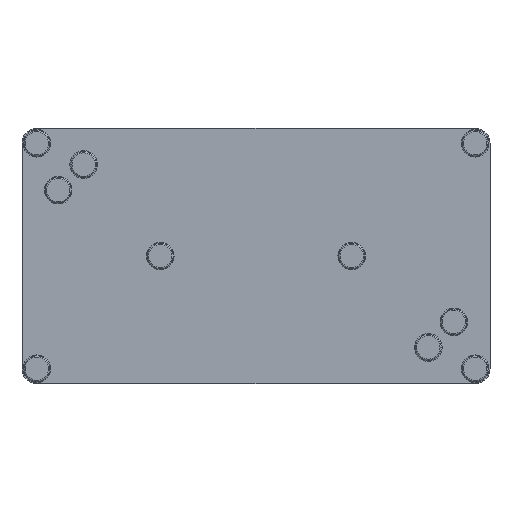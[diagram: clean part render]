
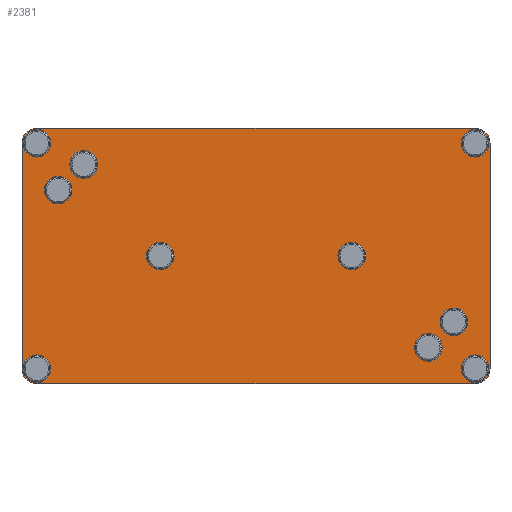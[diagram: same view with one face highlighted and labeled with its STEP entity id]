
A CAD part, front view. The second image highlights one B-rep face of the part: STEP entity #2381.
In plain terms, the highlighted planar face has unit normal (0, -1, 0).
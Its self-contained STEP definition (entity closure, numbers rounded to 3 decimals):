
#203=LINE('',#4794,#283);
#204=LINE('',#4798,#284);
#205=LINE('',#4802,#285);
#206=LINE('',#4805,#286);
#283=VECTOR('',#3192,10.);
#284=VECTOR('',#3195,10.);
#285=VECTOR('',#3198,10.);
#286=VECTOR('',#3201,10.);
#360=FACE_BOUND('',#576,.T.);
#361=FACE_BOUND('',#577,.T.);
#362=FACE_BOUND('',#578,.T.);
#363=FACE_BOUND('',#579,.T.);
#364=FACE_BOUND('',#580,.T.);
#365=FACE_BOUND('',#581,.T.);
#366=FACE_BOUND('',#582,.T.);
#367=FACE_BOUND('',#583,.T.);
#368=FACE_BOUND('',#584,.T.);
#369=FACE_BOUND('',#585,.T.);
#433=FACE_OUTER_BOUND('',#575,.T.);
#575=EDGE_LOOP('',(#1761,#1762,#1763,#1764,#1765,#1766,#1767,#1768));
#576=EDGE_LOOP('',(#1769,#1770));
#577=EDGE_LOOP('',(#1771,#1772));
#578=EDGE_LOOP('',(#1773,#1774));
#579=EDGE_LOOP('',(#1775,#1776));
#580=EDGE_LOOP('',(#1777,#1778));
#581=EDGE_LOOP('',(#1779,#1780));
#582=EDGE_LOOP('',(#1781,#1782));
#583=EDGE_LOOP('',(#1783,#1784));
#584=EDGE_LOOP('',(#1785,#1786));
#585=EDGE_LOOP('',(#1787,#1788));
#743=CIRCLE('',#2636,6.5);
#744=CIRCLE('',#2637,6.5);
#745=CIRCLE('',#2639,7.);
#746=CIRCLE('',#2640,7.);
#747=CIRCLE('',#2641,7.);
#748=CIRCLE('',#2642,7.);
#749=CIRCLE('',#2643,6.5);
#750=CIRCLE('',#2644,6.5);
#751=CIRCLE('',#2645,6.5);
#752=CIRCLE('',#2646,6.5);
#753=CIRCLE('',#2647,6.5);
#754=CIRCLE('',#2648,6.5);
#755=CIRCLE('',#2649,6.5);
#756=CIRCLE('',#2650,6.5);
#757=CIRCLE('',#2651,6.5);
#758=CIRCLE('',#2652,6.5);
#759=CIRCLE('',#2653,6.5);
#760=CIRCLE('',#2654,6.5);
#761=CIRCLE('',#2655,6.5);
#762=CIRCLE('',#2656,6.5);
#763=CIRCLE('',#2657,6.5);
#764=CIRCLE('',#2658,6.5);
#765=CIRCLE('',#2659,6.5);
#766=CIRCLE('',#2660,6.5);
#978=VERTEX_POINT('',#4784);
#979=VERTEX_POINT('',#4786);
#980=VERTEX_POINT('',#4790);
#981=VERTEX_POINT('',#4791);
#982=VERTEX_POINT('',#4793);
#983=VERTEX_POINT('',#4795);
#984=VERTEX_POINT('',#4797);
#985=VERTEX_POINT('',#4799);
#986=VERTEX_POINT('',#4801);
#987=VERTEX_POINT('',#4803);
#988=VERTEX_POINT('',#4806);
#989=VERTEX_POINT('',#4807);
#990=VERTEX_POINT('',#4810);
#991=VERTEX_POINT('',#4811);
#992=VERTEX_POINT('',#4814);
#993=VERTEX_POINT('',#4815);
#994=VERTEX_POINT('',#4818);
#995=VERTEX_POINT('',#4819);
#996=VERTEX_POINT('',#4822);
#997=VERTEX_POINT('',#4823);
#998=VERTEX_POINT('',#4826);
#999=VERTEX_POINT('',#4827);
#1000=VERTEX_POINT('',#4830);
#1001=VERTEX_POINT('',#4831);
#1002=VERTEX_POINT('',#4834);
#1003=VERTEX_POINT('',#4835);
#1004=VERTEX_POINT('',#4838);
#1005=VERTEX_POINT('',#4839);
#1262=EDGE_CURVE('',#978,#979,#743,.T.);
#1263=EDGE_CURVE('',#979,#978,#744,.T.);
#1264=EDGE_CURVE('',#980,#981,#745,.T.);
#1265=EDGE_CURVE('',#982,#980,#203,.T.);
#1266=EDGE_CURVE('',#983,#982,#746,.T.);
#1267=EDGE_CURVE('',#984,#983,#204,.T.);
#1268=EDGE_CURVE('',#985,#984,#747,.T.);
#1269=EDGE_CURVE('',#986,#985,#205,.T.);
#1270=EDGE_CURVE('',#987,#986,#748,.T.);
#1271=EDGE_CURVE('',#981,#987,#206,.T.);
#1272=EDGE_CURVE('',#988,#989,#749,.T.);
#1273=EDGE_CURVE('',#989,#988,#750,.T.);
#1274=EDGE_CURVE('',#990,#991,#751,.T.);
#1275=EDGE_CURVE('',#991,#990,#752,.T.);
#1276=EDGE_CURVE('',#992,#993,#753,.T.);
#1277=EDGE_CURVE('',#993,#992,#754,.T.);
#1278=EDGE_CURVE('',#994,#995,#755,.T.);
#1279=EDGE_CURVE('',#995,#994,#756,.T.);
#1280=EDGE_CURVE('',#996,#997,#757,.T.);
#1281=EDGE_CURVE('',#997,#996,#758,.T.);
#1282=EDGE_CURVE('',#998,#999,#759,.T.);
#1283=EDGE_CURVE('',#999,#998,#760,.T.);
#1284=EDGE_CURVE('',#1000,#1001,#761,.T.);
#1285=EDGE_CURVE('',#1001,#1000,#762,.T.);
#1286=EDGE_CURVE('',#1002,#1003,#763,.T.);
#1287=EDGE_CURVE('',#1003,#1002,#764,.T.);
#1288=EDGE_CURVE('',#1004,#1005,#765,.T.);
#1289=EDGE_CURVE('',#1005,#1004,#766,.T.);
#1761=ORIENTED_EDGE('',*,*,#1264,.F.);
#1762=ORIENTED_EDGE('',*,*,#1265,.F.);
#1763=ORIENTED_EDGE('',*,*,#1266,.F.);
#1764=ORIENTED_EDGE('',*,*,#1267,.F.);
#1765=ORIENTED_EDGE('',*,*,#1268,.F.);
#1766=ORIENTED_EDGE('',*,*,#1269,.F.);
#1767=ORIENTED_EDGE('',*,*,#1270,.F.);
#1768=ORIENTED_EDGE('',*,*,#1271,.F.);
#1769=ORIENTED_EDGE('',*,*,#1272,.F.);
#1770=ORIENTED_EDGE('',*,*,#1273,.F.);
#1771=ORIENTED_EDGE('',*,*,#1274,.F.);
#1772=ORIENTED_EDGE('',*,*,#1275,.F.);
#1773=ORIENTED_EDGE('',*,*,#1276,.F.);
#1774=ORIENTED_EDGE('',*,*,#1277,.F.);
#1775=ORIENTED_EDGE('',*,*,#1278,.F.);
#1776=ORIENTED_EDGE('',*,*,#1279,.F.);
#1777=ORIENTED_EDGE('',*,*,#1280,.F.);
#1778=ORIENTED_EDGE('',*,*,#1281,.F.);
#1779=ORIENTED_EDGE('',*,*,#1282,.F.);
#1780=ORIENTED_EDGE('',*,*,#1283,.F.);
#1781=ORIENTED_EDGE('',*,*,#1284,.F.);
#1782=ORIENTED_EDGE('',*,*,#1285,.F.);
#1783=ORIENTED_EDGE('',*,*,#1286,.F.);
#1784=ORIENTED_EDGE('',*,*,#1287,.F.);
#1785=ORIENTED_EDGE('',*,*,#1288,.F.);
#1786=ORIENTED_EDGE('',*,*,#1289,.F.);
#1787=ORIENTED_EDGE('',*,*,#1263,.F.);
#1788=ORIENTED_EDGE('',*,*,#1262,.F.);
#2165=PLANE('',#2638);
#2381=ADVANCED_FACE('',(#433,#360,#361,#362,#363,#364,#365,#366,#367,#368,
#369),#2165,.F.);
#2636=AXIS2_PLACEMENT_3D('',#4787,#3184,#3185);
#2637=AXIS2_PLACEMENT_3D('',#4788,#3186,#3187);
#2638=AXIS2_PLACEMENT_3D('',#4789,#3188,#3189);
#2639=AXIS2_PLACEMENT_3D('',#4792,#3190,#3191);
#2640=AXIS2_PLACEMENT_3D('',#4796,#3193,#3194);
#2641=AXIS2_PLACEMENT_3D('',#4800,#3196,#3197);
#2642=AXIS2_PLACEMENT_3D('',#4804,#3199,#3200);
#2643=AXIS2_PLACEMENT_3D('',#4808,#3202,#3203);
#2644=AXIS2_PLACEMENT_3D('',#4809,#3204,#3205);
#2645=AXIS2_PLACEMENT_3D('',#4812,#3206,#3207);
#2646=AXIS2_PLACEMENT_3D('',#4813,#3208,#3209);
#2647=AXIS2_PLACEMENT_3D('',#4816,#3210,#3211);
#2648=AXIS2_PLACEMENT_3D('',#4817,#3212,#3213);
#2649=AXIS2_PLACEMENT_3D('',#4820,#3214,#3215);
#2650=AXIS2_PLACEMENT_3D('',#4821,#3216,#3217);
#2651=AXIS2_PLACEMENT_3D('',#4824,#3218,#3219);
#2652=AXIS2_PLACEMENT_3D('',#4825,#3220,#3221);
#2653=AXIS2_PLACEMENT_3D('',#4828,#3222,#3223);
#2654=AXIS2_PLACEMENT_3D('',#4829,#3224,#3225);
#2655=AXIS2_PLACEMENT_3D('',#4832,#3226,#3227);
#2656=AXIS2_PLACEMENT_3D('',#4833,#3228,#3229);
#2657=AXIS2_PLACEMENT_3D('',#4836,#3230,#3231);
#2658=AXIS2_PLACEMENT_3D('',#4837,#3232,#3233);
#2659=AXIS2_PLACEMENT_3D('',#4840,#3234,#3235);
#2660=AXIS2_PLACEMENT_3D('',#4841,#3236,#3237);
#3184=DIRECTION('center_axis',(0.,-1.,0.));
#3185=DIRECTION('ref_axis',(-1.,0.,0.));
#3186=DIRECTION('center_axis',(0.,-1.,0.));
#3187=DIRECTION('ref_axis',(-1.,0.,0.));
#3188=DIRECTION('center_axis',(0.,1.,0.));
#3189=DIRECTION('ref_axis',(0.,0.,1.));
#3190=DIRECTION('center_axis',(0.,1.,0.));
#3191=DIRECTION('ref_axis',(0.707,0.,-0.707));
#3192=DIRECTION('',(0.,0.,-1.));
#3193=DIRECTION('center_axis',(0.,1.,0.));
#3194=DIRECTION('ref_axis',(0.707,0.,0.707));
#3195=DIRECTION('',(1.,0.,0.));
#3196=DIRECTION('center_axis',(0.,1.,0.));
#3197=DIRECTION('ref_axis',(-0.707,0.,0.707));
#3198=DIRECTION('',(0.,0.,1.));
#3199=DIRECTION('center_axis',(0.,1.,0.));
#3200=DIRECTION('ref_axis',(-0.707,0.,-0.707));
#3201=DIRECTION('',(-1.,0.,0.));
#3202=DIRECTION('center_axis',(0.,-1.,0.));
#3203=DIRECTION('ref_axis',(-1.,0.,0.));
#3204=DIRECTION('center_axis',(0.,-1.,0.));
#3205=DIRECTION('ref_axis',(-1.,0.,0.));
#3206=DIRECTION('center_axis',(0.,-1.,0.));
#3207=DIRECTION('ref_axis',(-1.,0.,0.));
#3208=DIRECTION('center_axis',(0.,-1.,0.));
#3209=DIRECTION('ref_axis',(-1.,0.,0.));
#3210=DIRECTION('center_axis',(0.,-1.,0.));
#3211=DIRECTION('ref_axis',(-1.,0.,0.));
#3212=DIRECTION('center_axis',(0.,-1.,0.));
#3213=DIRECTION('ref_axis',(-1.,0.,0.));
#3214=DIRECTION('center_axis',(0.,-1.,0.));
#3215=DIRECTION('ref_axis',(-1.,0.,0.));
#3216=DIRECTION('center_axis',(0.,-1.,0.));
#3217=DIRECTION('ref_axis',(-1.,0.,0.));
#3218=DIRECTION('center_axis',(0.,-1.,0.));
#3219=DIRECTION('ref_axis',(-1.,0.,0.));
#3220=DIRECTION('center_axis',(0.,-1.,0.));
#3221=DIRECTION('ref_axis',(-1.,0.,0.));
#3222=DIRECTION('center_axis',(0.,-1.,0.));
#3223=DIRECTION('ref_axis',(-1.,0.,0.));
#3224=DIRECTION('center_axis',(0.,-1.,0.));
#3225=DIRECTION('ref_axis',(-1.,0.,0.));
#3226=DIRECTION('center_axis',(0.,-1.,0.));
#3227=DIRECTION('ref_axis',(-1.,0.,0.));
#3228=DIRECTION('center_axis',(0.,-1.,0.));
#3229=DIRECTION('ref_axis',(-1.,0.,0.));
#3230=DIRECTION('center_axis',(0.,-1.,0.));
#3231=DIRECTION('ref_axis',(-1.,0.,0.));
#3232=DIRECTION('center_axis',(0.,-1.,0.));
#3233=DIRECTION('ref_axis',(-1.,0.,0.));
#3234=DIRECTION('center_axis',(0.,-1.,0.));
#3235=DIRECTION('ref_axis',(-1.,0.,0.));
#3236=DIRECTION('center_axis',(0.,-1.,0.));
#3237=DIRECTION('ref_axis',(-1.,0.,0.));
#4784=CARTESIAN_POINT('',(93.,0.,-37.5));
#4786=CARTESIAN_POINT('',(99.5,0.,-31.));
#4787=CARTESIAN_POINT('Origin',(93.,0.,-31.));
#4788=CARTESIAN_POINT('Origin',(93.,0.,-31.));
#4789=CARTESIAN_POINT('Origin',(0.,0.,0.));
#4790=CARTESIAN_POINT('',(110.,0.,-53.));
#4791=CARTESIAN_POINT('',(103.,0.,-60.));
#4792=CARTESIAN_POINT('Origin',(103.,0.,-53.));
#4793=CARTESIAN_POINT('',(110.,0.,53.));
#4794=CARTESIAN_POINT('',(110.,0.,60.));
#4795=CARTESIAN_POINT('',(103.,0.,60.));
#4796=CARTESIAN_POINT('Origin',(103.,0.,53.));
#4797=CARTESIAN_POINT('',(-103.,0.,60.));
#4798=CARTESIAN_POINT('',(-110.,0.,60.));
#4799=CARTESIAN_POINT('',(-110.,0.,53.));
#4800=CARTESIAN_POINT('Origin',(-103.,0.,53.));
#4801=CARTESIAN_POINT('',(-110.,0.,-53.));
#4802=CARTESIAN_POINT('',(-110.,0.,-60.));
#4803=CARTESIAN_POINT('',(-103.,0.,-60.));
#4804=CARTESIAN_POINT('Origin',(-103.,0.,-53.));
#4805=CARTESIAN_POINT('',(110.,0.,-60.));
#4806=CARTESIAN_POINT('',(-86.5,0.,31.));
#4807=CARTESIAN_POINT('',(-93.,0.,24.5));
#4808=CARTESIAN_POINT('Origin',(-93.,0.,31.));
#4809=CARTESIAN_POINT('Origin',(-93.,0.,31.));
#4810=CARTESIAN_POINT('',(-38.5,0.,0.));
#4811=CARTESIAN_POINT('',(-45.,0.,-6.5));
#4812=CARTESIAN_POINT('Origin',(-45.,0.,0.));
#4813=CARTESIAN_POINT('Origin',(-45.,0.,0.));
#4814=CARTESIAN_POINT('',(51.5,0.,0.));
#4815=CARTESIAN_POINT('',(45.,0.,-6.5));
#4816=CARTESIAN_POINT('Origin',(45.,0.,0.));
#4817=CARTESIAN_POINT('Origin',(45.,0.,0.));
#4818=CARTESIAN_POINT('',(-96.5,0.,53.));
#4819=CARTESIAN_POINT('',(-103.,0.,46.5));
#4820=CARTESIAN_POINT('Origin',(-103.,0.,53.));
#4821=CARTESIAN_POINT('Origin',(-103.,0.,53.));
#4822=CARTESIAN_POINT('',(109.5,0.,-53.));
#4823=CARTESIAN_POINT('',(103.,0.,-59.5));
#4824=CARTESIAN_POINT('Origin',(103.,0.,-53.));
#4825=CARTESIAN_POINT('Origin',(103.,0.,-53.));
#4826=CARTESIAN_POINT('',(109.5,0.,53.));
#4827=CARTESIAN_POINT('',(103.,0.,46.5));
#4828=CARTESIAN_POINT('Origin',(103.,0.,53.));
#4829=CARTESIAN_POINT('Origin',(103.,0.,53.));
#4830=CARTESIAN_POINT('',(-96.5,0.,-53.));
#4831=CARTESIAN_POINT('',(-103.,0.,-59.5));
#4832=CARTESIAN_POINT('Origin',(-103.,0.,-53.));
#4833=CARTESIAN_POINT('Origin',(-103.,0.,-53.));
#4834=CARTESIAN_POINT('',(87.5,0.,-43.));
#4835=CARTESIAN_POINT('',(81.,0.,-49.5));
#4836=CARTESIAN_POINT('Origin',(81.,0.,-43.));
#4837=CARTESIAN_POINT('Origin',(81.,0.,-43.));
#4838=CARTESIAN_POINT('',(-74.5,0.,43.));
#4839=CARTESIAN_POINT('',(-81.,0.,36.5));
#4840=CARTESIAN_POINT('Origin',(-81.,0.,43.));
#4841=CARTESIAN_POINT('Origin',(-81.,0.,43.));
